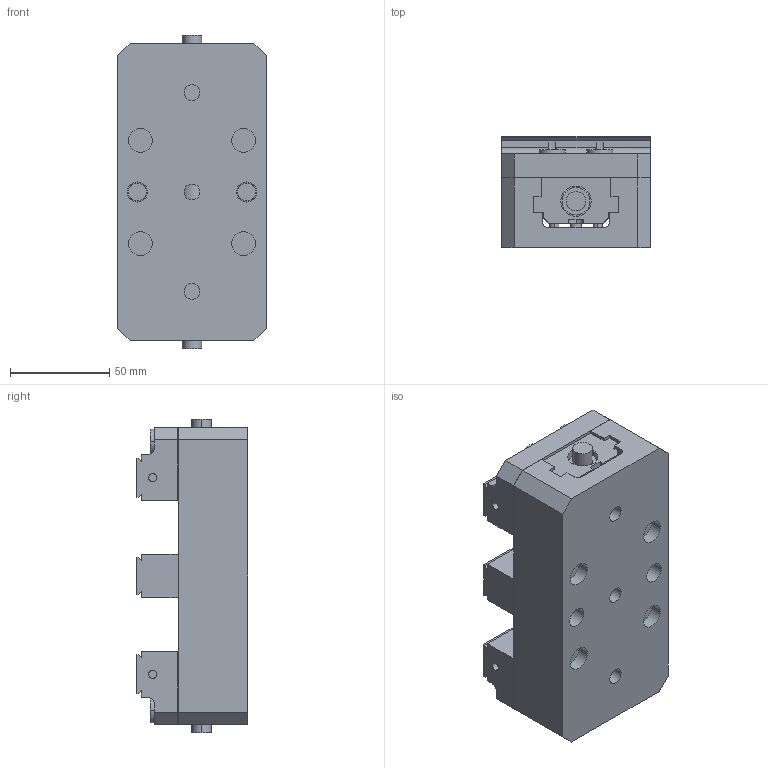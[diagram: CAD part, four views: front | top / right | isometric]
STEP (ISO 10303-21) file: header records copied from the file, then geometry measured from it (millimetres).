
FILE_DESCRIPTION (( 'STEP AP214' ), '1' );
FILE_NAME ('D_DV75150X-J1.STEP', '2020-03-12T21:44:58', ( '' ), ( '' ), 'SwSTEP 2.0', 'SolidWorks 2018', '' );
FILE_SCHEMA (( 'AUTOMOTIVE_DESIGN' ));
Length unit declared in the file: millimetre
Products named in the file (6): D_V75100X-2; D_V75-5CDV; D_DV75150X-J1; D_DV75150X-1; D_V75100X-2RDV; D_V75100X-5
Assembly tree (6 placements, depth 2):
  D_DV75150X-J1
    D_DV75150X-1
    D_V75100X-2RDV
    D_V75100X-2
    D_V75100X-5  x2
    D_V75-5CDV
Bounding box: 75 x 56.13 x 158 mm (x, y, z)
Volume: 424309.6 mm3; surface area: 115537.2 mm2
Topology: 7 solids, 7 shells, 364 faces, 846 edges, 564 vertices
Faces by surface type: plane 194, cylinder 170
Entity records: 9567 total; most frequent: DIRECTION 1608, CARTESIAN_POINT 1555, ORIENTED_EDGE 1404, EDGE_CURVE 702, AXIS2_PLACEMENT_3D 597, VERTEX_POINT 468, VECTOR 414, LINE 414
